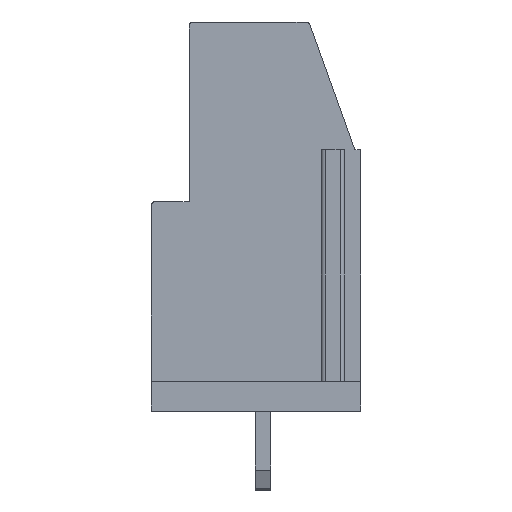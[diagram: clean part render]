
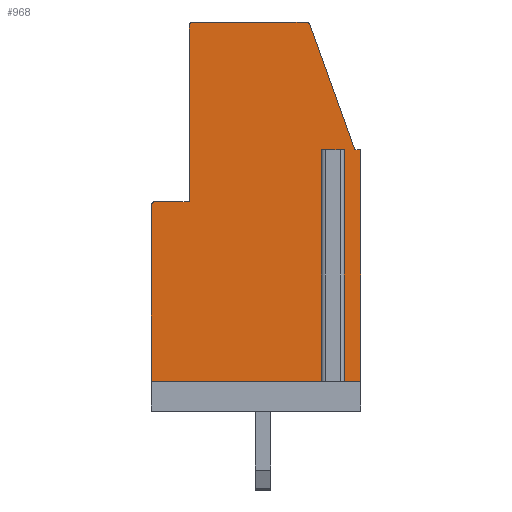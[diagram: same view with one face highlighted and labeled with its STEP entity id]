
A CAD part, left-side view. The second image highlights one B-rep face of the part: STEP entity #968.
In plain terms, the highlighted planar face has unit normal (-1, 0, 0).
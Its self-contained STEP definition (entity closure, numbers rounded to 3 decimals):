
#968=ADVANCED_FACE('',(#6473),#6475,.T.);
#6473=FACE_BOUND('',#6474,.T.);
#6474=EDGE_LOOP('',(#11077,#11078,#11079,#11080,#11081,#11082,#11083,#11084,#11085,
#11086,#11087,#11088,#11089,#11090,#11091));
#6475=PLANE('',#6476);
#6476=AXIS2_PLACEMENT_3D('',#6477,#6478,#6479);
#6477=CARTESIAN_POINT('',(-2.5,0.,0.));
#6478=DIRECTION('',(-1.,0.,0.));
#6479=DIRECTION('',(0.,0.,-1.));
#11077=ORIENTED_EDGE('',*,*,#14068,.F.);
#11078=ORIENTED_EDGE('',*,*,#14069,.F.);
#11079=ORIENTED_EDGE('',*,*,#14070,.F.);
#11080=ORIENTED_EDGE('',*,*,#13821,.T.);
#11081=ORIENTED_EDGE('',*,*,#14035,.T.);
#11082=ORIENTED_EDGE('',*,*,#14071,.T.);
#11083=ORIENTED_EDGE('',*,*,#14072,.T.);
#11084=ORIENTED_EDGE('',*,*,#14073,.T.);
#11085=ORIENTED_EDGE('',*,*,#14074,.T.);
#11086=ORIENTED_EDGE('',*,*,#14075,.T.);
#11087=ORIENTED_EDGE('',*,*,#14076,.T.);
#11088=ORIENTED_EDGE('',*,*,#14077,.T.);
#11089=ORIENTED_EDGE('',*,*,#14078,.T.);
#11090=ORIENTED_EDGE('',*,*,#14079,.T.);
#11091=ORIENTED_EDGE('',*,*,#13827,.T.);
#13821=EDGE_CURVE('',#15362,#15360,#15363,.T.);
#13827=EDGE_CURVE('',#15374,#15372,#15375,.T.);
#14035=EDGE_CURVE('',#15360,#15782,#15784,.T.);
#14068=EDGE_CURVE('',#15849,#15372,#15850,.T.);
#14069=EDGE_CURVE('',#15851,#15849,#15852,.F.);
#14070=EDGE_CURVE('',#15362,#15851,#15853,.T.);
#14071=EDGE_CURVE('',#15782,#15854,#15855,.T.);
#14072=EDGE_CURVE('',#15854,#15856,#15857,.T.);
#14073=EDGE_CURVE('',#15856,#15858,#15859,.T.);
#14074=EDGE_CURVE('',#15858,#15860,#15861,.T.);
#14075=EDGE_CURVE('',#15860,#15862,#15863,.T.);
#14076=EDGE_CURVE('',#15862,#15864,#15865,.T.);
#14077=EDGE_CURVE('',#15864,#15866,#15867,.T.);
#14078=EDGE_CURVE('',#15866,#15868,#15869,.T.);
#14079=EDGE_CURVE('',#15868,#15374,#15870,.T.);
#15360=VERTEX_POINT('',#17877);
#15362=VERTEX_POINT('',#17881);
#15363=LINE('',#17882,#17883);
#15372=VERTEX_POINT('',#17903);
#15374=VERTEX_POINT('',#17907);
#15375=LINE('',#17908,#17909);
#15782=VERTEX_POINT('',#18758);
#15784=LINE('',#18762,#18763);
#15849=VERTEX_POINT('',#18893);
#15850=LINE('',#18894,#18895);
#15851=VERTEX_POINT('',#18897);
#15852=LINE('',#18898,#18899);
#15853=LINE('',#18901,#18902);
#15854=VERTEX_POINT('',#18904);
#15855=LINE('',#18905,#18906);
#15856=VERTEX_POINT('',#18908);
#15857=LINE('',#18909,#18910);
#15858=VERTEX_POINT('',#18912);
#15859=CIRCLE('',#18913,0.2);
#15860=VERTEX_POINT('',#18917);
#15861=LINE('',#18918,#18919);
#15862=VERTEX_POINT('',#18921);
#15863=CIRCLE('',#18922,0.2);
#15864=VERTEX_POINT('',#18926);
#15865=LINE('',#18927,#18928);
#15866=VERTEX_POINT('',#18930);
#15867=LINE('',#18931,#18932);
#15868=VERTEX_POINT('',#18934);
#15869=CIRCLE('',#18935,0.2);
#15870=LINE('',#18939,#18940);
#17877=CARTESIAN_POINT('',(-2.5,-4.9,1.5));
#17881=CARTESIAN_POINT('',(-2.5,-3.925,1.5));
#17882=CARTESIAN_POINT('',(-2.5,-3.925,1.5));
#17883=VECTOR('',#17884,1.);
#17884=DIRECTION('',(0.,-1.,0.));
#17903=CARTESIAN_POINT('',(-2.5,-3.075,1.5));
#17907=CARTESIAN_POINT('',(-2.5,5.6,1.5));
#17908=CARTESIAN_POINT('',(-2.5,5.6,1.5));
#17909=VECTOR('',#17910,1.);
#17910=DIRECTION('',(0.,-1.,0.));
#18758=CARTESIAN_POINT('',(-2.5,-4.9,13.1));
#18762=CARTESIAN_POINT('',(-2.5,-4.9,1.5));
#18763=VECTOR('',#18764,1.);
#18764=DIRECTION('',(0.,0.,1.));
#18893=CARTESIAN_POINT('',(-2.5,-3.075,13.1));
#18894=CARTESIAN_POINT('',(-2.5,-3.075,13.1));
#18895=VECTOR('',#18896,1.);
#18896=DIRECTION('',(0.,0.,-1.));
#18897=CARTESIAN_POINT('',(-2.5,-3.925,13.1));
#18898=CARTESIAN_POINT('',(-2.5,-3.075,13.1));
#18899=VECTOR('',#18900,1.);
#18900=DIRECTION('',(0.,-1.,0.));
#18901=CARTESIAN_POINT('',(-2.5,-3.925,1.5));
#18902=VECTOR('',#18903,1.);
#18903=DIRECTION('',(0.,0.,1.));
#18904=CARTESIAN_POINT('',(-2.5,-4.6,13.1));
#18905=CARTESIAN_POINT('',(-2.5,-4.9,13.1));
#18906=VECTOR('',#18907,1.);
#18907=DIRECTION('',(0.,1.,0.));
#18908=CARTESIAN_POINT('',(-2.5,-2.348,19.368));
#18909=CARTESIAN_POINT('',(-2.5,-4.6,13.1));
#18910=VECTOR('',#18911,1.);
#18911=DIRECTION('',(0.,0.338,0.941));
#18912=CARTESIAN_POINT('',(-2.5,-2.159,19.5));
#18913=AXIS2_PLACEMENT_3D('',#18914,#18915,#18916);
#18914=CARTESIAN_POINT('',(-2.5,-2.159,19.3));
#18915=DIRECTION('',(-1.,-0.,-0.));
#18916=DIRECTION('',(0.,-0.941,0.338));
#18917=CARTESIAN_POINT('',(-2.5,3.5,19.5));
#18918=CARTESIAN_POINT('',(-2.5,-2.159,19.5));
#18919=VECTOR('',#18920,1.);
#18920=DIRECTION('',(0.,1.,0.));
#18921=CARTESIAN_POINT('',(-2.5,3.7,19.3));
#18922=AXIS2_PLACEMENT_3D('',#18923,#18924,#18925);
#18923=CARTESIAN_POINT('',(-2.5,3.5,19.3));
#18924=DIRECTION('',(-1.,-0.,-0.));
#18925=DIRECTION('',(0.,0.,1.));
#18926=CARTESIAN_POINT('',(-2.5,3.7,10.5));
#18927=CARTESIAN_POINT('',(-2.5,3.7,19.3));
#18928=VECTOR('',#18929,1.);
#18929=DIRECTION('',(0.,0.,-1.));
#18930=CARTESIAN_POINT('',(-2.5,5.4,10.5));
#18931=CARTESIAN_POINT('',(-2.5,3.7,10.5));
#18932=VECTOR('',#18933,1.);
#18933=DIRECTION('',(0.,1.,0.));
#18934=CARTESIAN_POINT('',(-2.5,5.6,10.3));
#18935=AXIS2_PLACEMENT_3D('',#18936,#18937,#18938);
#18936=CARTESIAN_POINT('',(-2.5,5.4,10.3));
#18937=DIRECTION('',(-1.,-0.,-0.));
#18938=DIRECTION('',(0.,0.,1.));
#18939=CARTESIAN_POINT('',(-2.5,5.6,10.3));
#18940=VECTOR('',#18941,1.);
#18941=DIRECTION('',(0.,0.,-1.));
